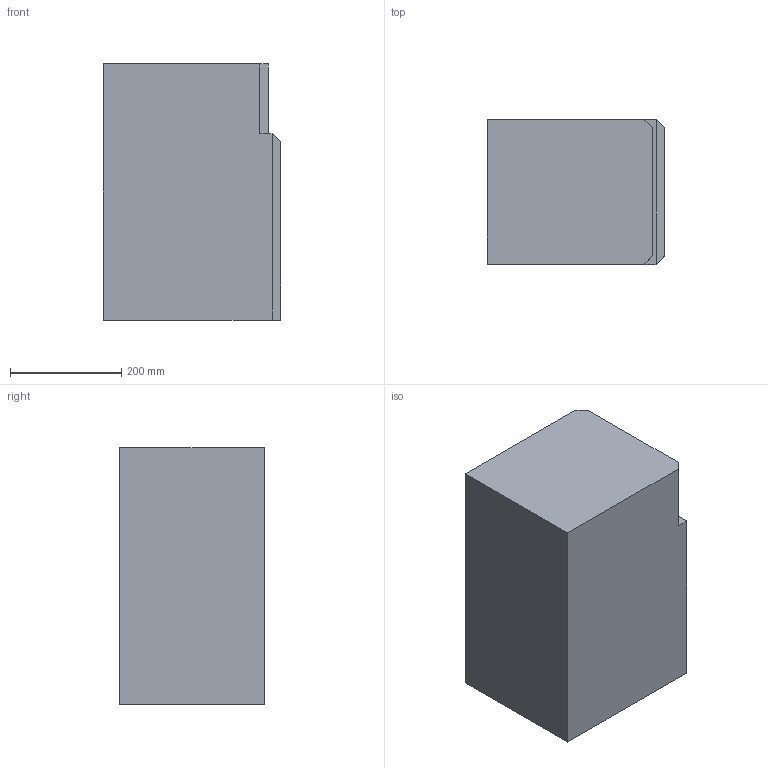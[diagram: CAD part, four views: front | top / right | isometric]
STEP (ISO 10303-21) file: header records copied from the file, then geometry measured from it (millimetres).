
FILE_DESCRIPTION(('FreeCAD Model'),'2;1');
FILE_NAME('Open CASCADE Shape Model','2024-08-31T19:09:13',(''),(''), 'Open CASCADE STEP processor 7.6','FreeCAD','Unknown');
FILE_SCHEMA(('AUTOMOTIVE_DESIGN { 1 0 10303 214 1 1 1 1 }'));
Length unit declared in the file: millimetre
Products named in the file (1): Corps
Bounding box: 318 x 260 x 460 mm (x, y, z)
Volume: 37187300 mm3; surface area: 680840.2 mm2
Topology: 1 solids, 1 shells, 16 faces, 36 edges, 25 vertices
Faces by surface type: plane 16
Entity records: 469 total; most frequent: CARTESIAN_POINT 78, DIRECTION 73, ORIENTED_EDGE 72, EDGE_CURVE 36, LINE 33, VECTOR 33, VERTEX_POINT 25, AXIS2_PLACEMENT_3D 20
